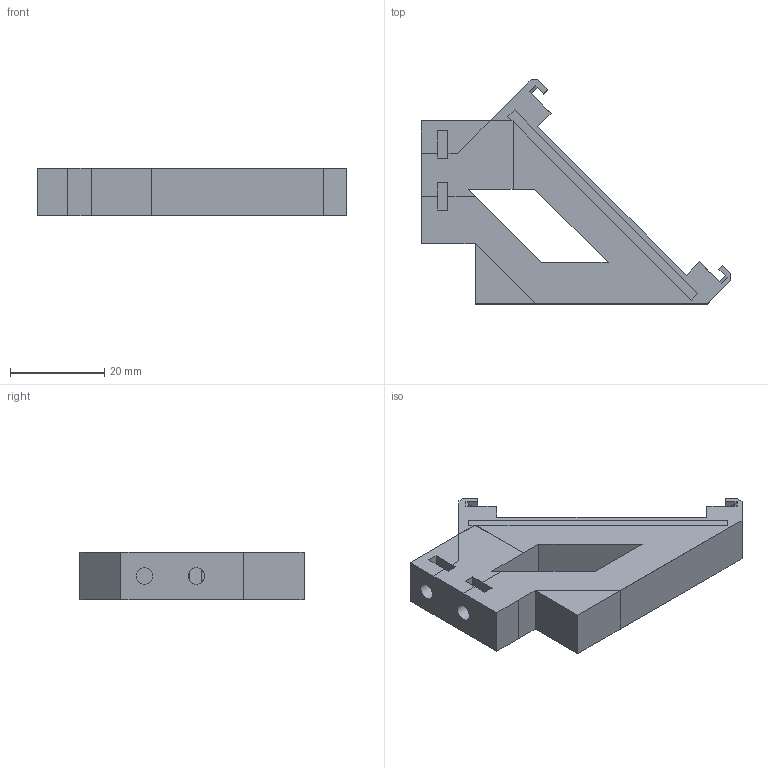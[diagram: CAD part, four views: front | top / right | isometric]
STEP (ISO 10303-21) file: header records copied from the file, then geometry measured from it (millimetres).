
FILE_DESCRIPTION(('FreeCAD Model'),'2;1');
FILE_NAME('lcd-supports2.step', '2017-12-05T20:00:58',('Author'),(''), 'Open CASCADE STEP processor 6.8','FreeCAD','Unknown');
FILE_SCHEMA(('AUTOMOTIVE_DESIGN_CC2 { 1 2 10303 214 -1 1 5 4 }'));
Length unit declared in the file: millimetre
Products named in the file (3): ASSEMBLY; Cut017; Cut018
Assembly tree (2 placements, depth 2):
  ASSEMBLY
    Cut017
    Cut018
Bounding box: 65.69 x 47.48 x 10 mm (x, y, z)
Volume: 26261.1 mm3; surface area: 11939.1 mm2
Topology: 2 solids, 2 shells, 143 faces, 419 edges, 276 vertices
Faces by surface type: plane 135, cylinder 8
Full cylindrical faces by diameter (mm): 3.5 x8
Entity records: 9775 total; most frequent: CARTESIAN_POINT 2205, DIRECTION 1097, ORIENTED_EDGE 838, PCURVE 838, DEFINITIONAL_REPRESENTATION 838, LINE 733, VECTOR 733, B_SPLINE_CURVE_WITH_KNOTS 476
